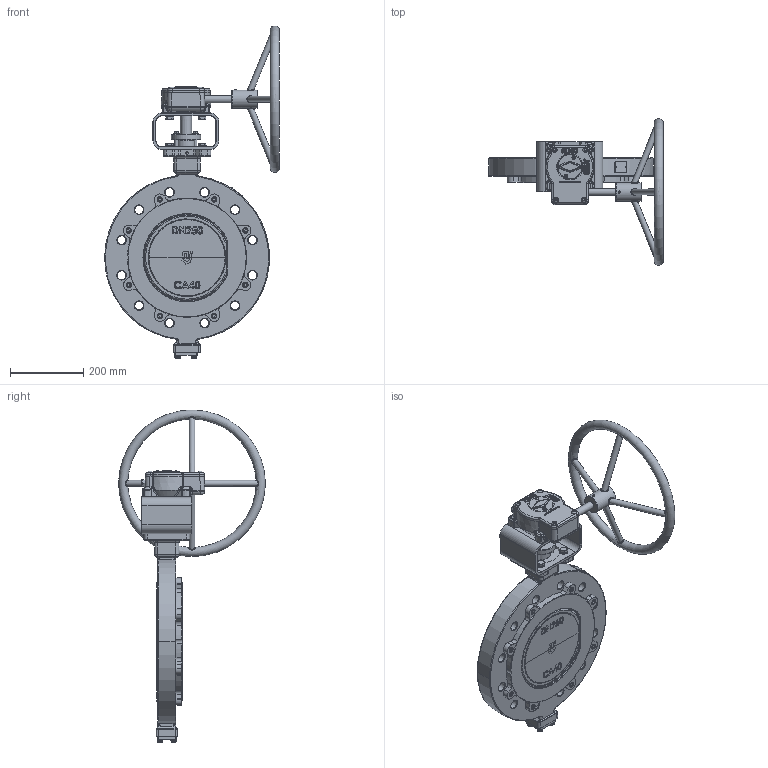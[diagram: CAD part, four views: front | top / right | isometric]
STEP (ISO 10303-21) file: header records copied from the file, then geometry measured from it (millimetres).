
FILE_DESCRIPTION(('HOOPS Exchange Step'),'2;1');
FILE_NAME('AK12_DN250_PN25_Getriebe.stp','2024-11-22T13:20:49+01:00',('nieru'),('Unknown organisation'),'HOOPS Exchange 2024.2','HOOPS Exchange','Unknown authorisation');
FILE_SCHEMA( ('AP203_CONFIGURATION_CONTROLLED_3D_DESIGN_OF_MECHANICAL_PARTS_AND_ASSEMBLIES_MIM_LF') );
Length unit declared in the file: millimetre
Products named in the file (9): 0; root
Assembly tree (8 placements, depth 4):
  root
    0
    0
      0
      0
      0
      0
      0
        0
Bounding box: 477.04 x 400 x 906.4 mm (x, y, z)
Volume: 9497042.7 mm3; surface area: 1209800.1 mm2
Topology: 81 solids, 699 shells, 2966 faces, 8539 edges, 6371 vertices
Faces by surface type: bspline 877, plane 815, cylinder 781, cone 261, torus 212, sphere 18, extrusion 2
Full cylindrical faces by diameter (mm): 4.2 x4, 6 x2, 8 x3, 9 x3, 10 x9, 10.2 x4, 12 x6, 13 x16, 14 x4, 14.8 x4, 16 x7, 18 x5, 20 x3, 21.1 x8, 21.533 x1, 24 x12, 28 x2, 30 x2, 31.979 x4, 32 x1, 40 x1, 49.792 x1, 50 x1, 51.318 x1, 67 x1, 72 x1, 80 x1, 239.572 x1, 243.762 x2
Entity records: 284995 total; most frequent: CARTESIAN_POINT 211132, ORIENTED_EDGE 14031, DIRECTION 13212, EDGE_CURVE 8464, VERTEX_POINT 6379, AXIS2_PLACEMENT_3D 5236, EDGE_LOOP 3196, FACE_BOUND 3196
